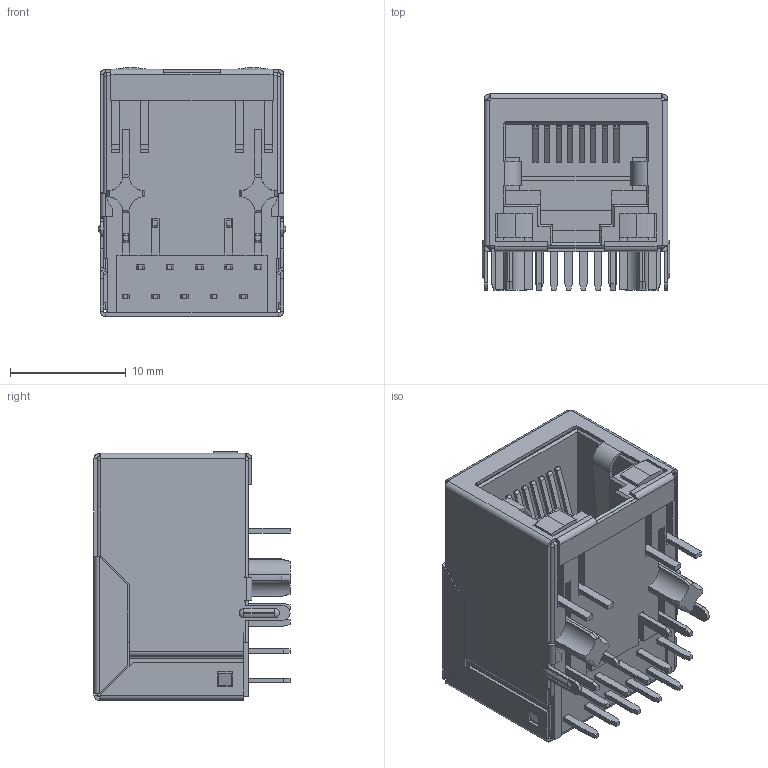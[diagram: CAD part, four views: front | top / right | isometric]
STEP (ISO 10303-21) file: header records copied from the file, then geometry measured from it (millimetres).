
FILE_DESCRIPTION (( 'STEP AP214' ), '1' );
FILE_NAME ('A70-112-331N126.STEP', '2020-08-11T23:02:09', ( '' ), ( '' ), 'SwSTEP 2.0', 'SolidWorks 2017', '' );
FILE_SCHEMA (( 'AUTOMOTIVE_DESIGN' ));
Length unit declared in the file: millimetre
Products named in the file (1): A70-112-331N126
Bounding box: 16.2 x 16.95 x 21.5 mm (x, y, z)
Volume: 3338.4 mm3; surface area: 5166.3 mm2
Topology: 30 solids, 30 shells, 654 faces, 1590 edges, 994 vertices
Faces by surface type: plane 527, cylinder 109, cone 10, torus 8
Entity records: 21645 total; most frequent: CARTESIAN_POINT 3287, ORIENTED_EDGE 3180, DIRECTION 3132, EDGE_CURVE 1590, VECTOR 1326, LINE 1326, VERTEX_POINT 994, AXIS2_PLACEMENT_3D 903
